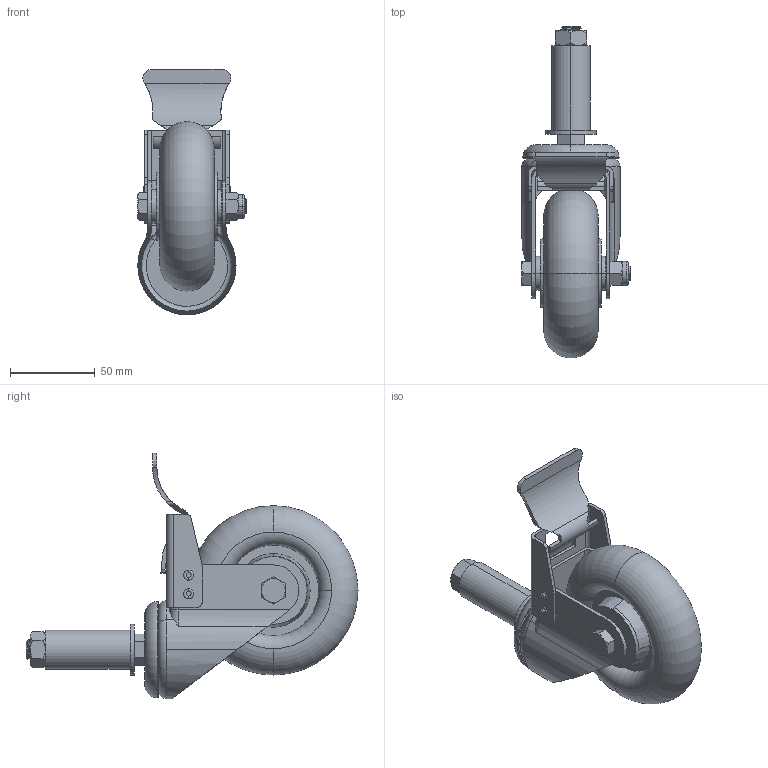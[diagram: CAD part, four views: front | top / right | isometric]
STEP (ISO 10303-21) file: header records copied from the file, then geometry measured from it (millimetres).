
FILE_DESCRIPTION (( 'STEP AP214' ), '1' );
FILE_NAME ('B364 Êîëåñî Ô100 ìì ñ òîðìîçîì.STEP', '2025-06-19T11:44:02', ( '' ), ( '' ), 'SwSTEP 2.0', 'SolidWorks 2025', '' );
FILE_SCHEMA (( 'AUTOMOTIVE_DESIGN' ));
Length unit declared in the file: millimetre
Products named in the file (1): B364 Колесо Ф100 мм с тормозом
Bounding box: 64 x 196 x 145 mm (x, y, z)
Volume: 290582.8 mm3; surface area: 79835.7 mm2
Topology: 2 solids, 2 shells, 373 faces, 956 edges, 606 vertices
Faces by surface type: cylinder 167, plane 102, cone 38, torus 38, bspline 28
Entity records: 20290 total; most frequent: CARTESIAN_POINT 11732, ORIENTED_EDGE 1912, DIRECTION 1585, EDGE_CURVE 956, AXIS2_PLACEMENT_3D 632, VERTEX_POINT 606, EDGE_LOOP 402, ADVANCED_FACE 373
